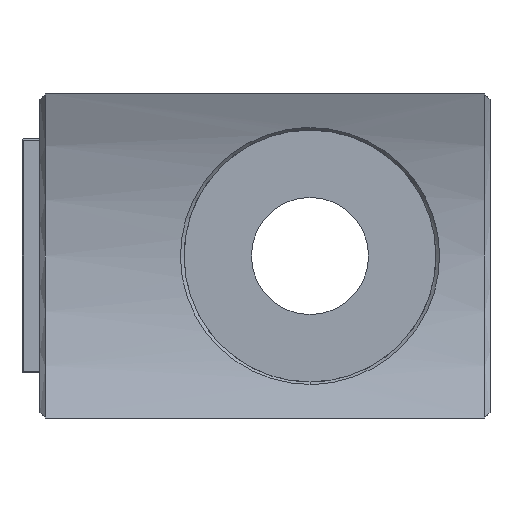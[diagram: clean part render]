
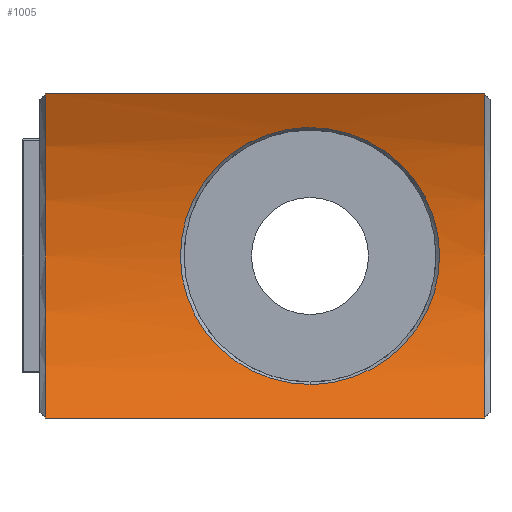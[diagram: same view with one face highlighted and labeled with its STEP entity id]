
A CAD part, left-side view. The second image highlights one B-rep face of the part: STEP entity #1005.
In plain terms, the highlighted cylindrical face has radius 21.2 mm (diameter 42.4 mm), a partial arc.
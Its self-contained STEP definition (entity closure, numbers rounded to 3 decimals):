
#62=DIRECTION('',(0.,1.,0.));
#63=VECTOR('',#62,24.4);
#64=CARTESIAN_POINT('',(-4.505,-19.7,-9.));
#65=LINE('',#64,#63);
#173=CARTESIAN_POINT('',(-23.7,4.7,0.));
#174=DIRECTION('',(0.,1.,0.));
#175=DIRECTION('',(0.905,0.,0.425));
#176=AXIS2_PLACEMENT_3D('',#173,#174,#175);
#178=CARTESIAN_POINT('',(-23.7,-19.7,0.));
#179=DIRECTION('',(0.,-1.,0.));
#180=DIRECTION('',(0.905,0.,-0.425));
#181=AXIS2_PLACEMENT_3D('',#178,#179,#180);
#183=CARTESIAN_POINT('',(-3.736,-10.,7.133));
#184=CARTESIAN_POINT('',(-3.736,-10.387,7.133));
#185=CARTESIAN_POINT('',(-3.714,-11.157,7.072));
#186=CARTESIAN_POINT('',(-3.616,-12.309,6.79));
#187=CARTESIAN_POINT('',(-3.461,-13.412,6.319));
#188=CARTESIAN_POINT('',(-3.265,-14.437,5.661));
#189=CARTESIAN_POINT('',(-3.052,-15.34,4.836));
#190=CARTESIAN_POINT('',(-2.849,-16.084,3.876));
#191=CARTESIAN_POINT('',(-2.679,-16.648,2.823));
#192=CARTESIAN_POINT('',(-2.559,-17.023,1.711));
#193=CARTESIAN_POINT('',(-2.497,-17.208,
0.569));
#194=CARTESIAN_POINT('',(-2.498,-17.207,
-0.583));
#195=CARTESIAN_POINT('',(-2.56,-17.019,
-1.725));
#196=CARTESIAN_POINT('',(-2.681,-16.642,
-2.836));
#197=CARTESIAN_POINT('',(-2.851,-16.076,
-3.889));
#198=CARTESIAN_POINT('',(-3.055,-15.33,
-4.847));
#199=CARTESIAN_POINT('',(-3.268,-14.424,
-5.671));
#200=CARTESIAN_POINT('',(-3.463,-13.399,
-6.326));
#201=CARTESIAN_POINT('',(-3.617,-12.294,
-6.796));
#202=CARTESIAN_POINT('',(-3.715,-11.142,
-7.074));
#203=CARTESIAN_POINT('',(-3.736,-10.383,
-7.133));
#204=CARTESIAN_POINT('',(-3.736,-10.,
-7.133));
#206=CARTESIAN_POINT('',(-3.736,-10.,
-7.133));
#207=CARTESIAN_POINT('',(-3.736,-9.613,
-7.133));
#208=CARTESIAN_POINT('',(-3.714,-8.843,
-7.072));
#209=CARTESIAN_POINT('',(-3.616,-7.691,
-6.79));
#210=CARTESIAN_POINT('',(-3.461,-6.588,
-6.319));
#211=CARTESIAN_POINT('',(-3.265,-5.563,
-5.661));
#212=CARTESIAN_POINT('',(-3.052,-4.66,
-4.836));
#213=CARTESIAN_POINT('',(-2.849,-3.916,
-3.876));
#214=CARTESIAN_POINT('',(-2.679,-3.352,
-2.823));
#215=CARTESIAN_POINT('',(-2.559,-2.977,
-1.711));
#216=CARTESIAN_POINT('',(-2.497,-2.792,
-0.569));
#217=CARTESIAN_POINT('',(-2.498,-2.793,
0.583));
#218=CARTESIAN_POINT('',(-2.56,-2.981,1.725));
#219=CARTESIAN_POINT('',(-2.681,-3.358,2.836));
#220=CARTESIAN_POINT('',(-2.851,-3.924,3.889));
#221=CARTESIAN_POINT('',(-3.055,-4.67,4.847));
#222=CARTESIAN_POINT('',(-3.268,-5.576,5.671));
#223=CARTESIAN_POINT('',(-3.463,-6.601,6.326));
#224=CARTESIAN_POINT('',(-3.617,-7.706,6.796));
#225=CARTESIAN_POINT('',(-3.715,-8.858,7.074));
#226=CARTESIAN_POINT('',(-3.736,-9.617,7.133));
#227=CARTESIAN_POINT('',(-3.736,-10.,7.133));
#301=DIRECTION('',(0.,1.,0.));
#302=VECTOR('',#301,24.4);
#303=CARTESIAN_POINT('',(-4.505,-19.7,9.));
#304=LINE('',#303,#302);
#654=CARTESIAN_POINT('',(-4.505,4.7,9.));
#655=VERTEX_POINT('',#654);
#656=CARTESIAN_POINT('',(-4.505,4.7,-9.));
#657=VERTEX_POINT('',#656);
#666=CARTESIAN_POINT('',(-4.505,-19.7,-9.));
#667=CARTESIAN_POINT('',(-4.505,-19.7,9.));
#668=VERTEX_POINT('',#666);
#669=VERTEX_POINT('',#667);
#682=VERTEX_POINT('',#183);
#683=VERTEX_POINT('',#204);
#986=CARTESIAN_POINT('',(-23.7,5.,0.));
#987=DIRECTION('',(0.,1.,0.));
#988=DIRECTION('',(1.,0.,0.));
#989=AXIS2_PLACEMENT_3D('',#986,#987,#988);
#990=CYLINDRICAL_SURFACE('',#989,21.2);
#992=ORIENTED_EDGE('',*,*,#991,.F.);
#994=ORIENTED_EDGE('',*,*,#993,.F.);
#996=ORIENTED_EDGE('',*,*,#995,.F.);
#997=ORIENTED_EDGE('',*,*,#747,.T.);
#998=EDGE_LOOP('',(#992,#994,#996,#997));
#999=FACE_OUTER_BOUND('',#998,.F.);
#1001=ORIENTED_EDGE('',*,*,#1000,.F.);
#1002=ORIENTED_EDGE('',*,*,#976,.F.);
#1003=EDGE_LOOP('',(#1001,#1002));
#1004=FACE_BOUND('',#1003,.F.);
#177=CIRCLE('',#176,21.2);
#182=CIRCLE('',#181,21.2);
#205=B_SPLINE_CURVE_WITH_KNOTS('',3,(#183,#184,#185,#186,#187,#188,#189,#190,
#191,#192,#193,#194,#195,#196,#197,#198,#199,#200,#201,#202,#203,#204),
.UNSPECIFIED.,.F.,.F.,(4,1,1,1,1,1,1,1,1,1,1,1,1,1,1,1,1,1,1,4),(0.,
0.053,0.105,0.158,0.211,
0.263,0.316,0.368,0.421,
0.474,0.526,0.579,0.632,
0.684,0.737,0.789,0.842,
0.895,0.947,1.),.UNSPECIFIED.);
#228=B_SPLINE_CURVE_WITH_KNOTS('',3,(#206,#207,#208,#209,#210,#211,#212,#213,
#214,#215,#216,#217,#218,#219,#220,#221,#222,#223,#224,#225,#226,#227),
.UNSPECIFIED.,.F.,.F.,(4,1,1,1,1,1,1,1,1,1,1,1,1,1,1,1,1,1,1,4),(0.,
0.053,0.105,0.158,0.211,
0.263,0.316,0.368,0.421,
0.474,0.526,0.579,0.632,
0.684,0.737,0.789,0.842,
0.895,0.947,1.),.UNSPECIFIED.);
#747=EDGE_CURVE('',#668,#657,#65,.T.);
#976=EDGE_CURVE('',#683,#682,#228,.T.);
#991=EDGE_CURVE('',#655,#657,#177,.T.);
#993=EDGE_CURVE('',#669,#655,#304,.T.);
#995=EDGE_CURVE('',#668,#669,#182,.T.);
#1000=EDGE_CURVE('',#682,#683,#205,.T.);
#1005=ADVANCED_FACE('',(#999,#1004),#990,.F.);
